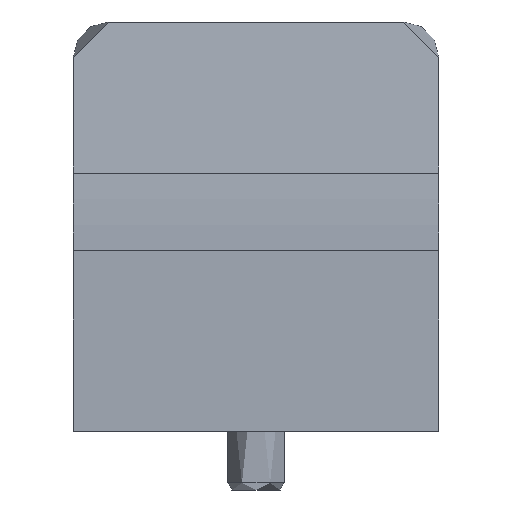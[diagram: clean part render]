
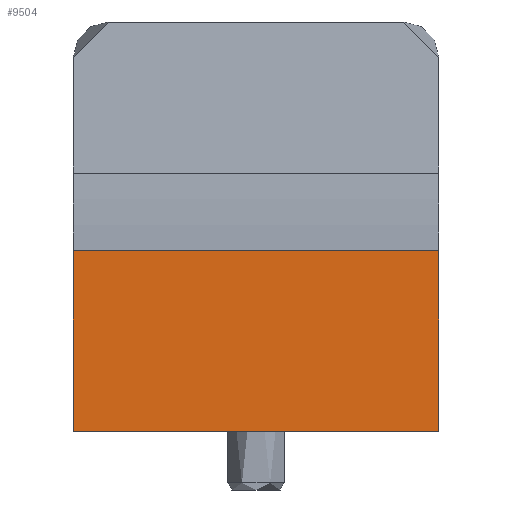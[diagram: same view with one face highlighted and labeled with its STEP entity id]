
A CAD part, left-side view. The second image highlights one B-rep face of the part: STEP entity #9504.
In plain terms, the highlighted planar face has unit normal (-1, 0, 0).
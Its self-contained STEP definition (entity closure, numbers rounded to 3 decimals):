
#871 = EDGE_CURVE ( 'NONE', #15705, #1922, #12344, .T. ) ;
#1181 = ORIENTED_EDGE ( 'NONE', *, *, #13005, .T. ) ;
#1381 = DIRECTION ( 'NONE',  ( 0., 0., 1. ) ) ;
#1922 = VERTEX_POINT ( 'NONE', #4338 ) ;
#2481 = VERTEX_POINT ( 'NONE', #30540 ) ;
#3039 = PLANE ( 'NONE',  #16671 ) ;
#4338 = CARTESIAN_POINT ( 'NONE',  ( -9., -26., 19.461 ) ) ;
#5485 = DIRECTION ( 'NONE',  ( 0., 1., 0. ) ) ;
#7824 = VECTOR ( 'NONE', #1381, 1000. ) ;
#8351 = ORIENTED_EDGE ( 'NONE', *, *, #871, .T. ) ;
#8641 = EDGE_LOOP ( 'NONE', ( #20267, #8351, #1181, #9033 ) ) ;
#9033 = ORIENTED_EDGE ( 'NONE', *, *, #21138, .F. ) ;
#9504 = ADVANCED_FACE ( 'NONE', ( #10033 ), #3039, .F. ) ;
#10033 = FACE_OUTER_BOUND ( 'NONE', #8641, .T. ) ;
#10624 = CARTESIAN_POINT ( 'NONE',  ( -9., 26., -6.285 ) ) ;
#11902 = CARTESIAN_POINT ( 'NONE',  ( -9., -26., 0. ) ) ;
#11950 = LINE ( 'NONE', #26347, #17273 ) ;
#12071 = VECTOR ( 'NONE', #12402, 1000. ) ;
#12344 = LINE ( 'NONE', #11902, #7824 ) ;
#12402 = DIRECTION ( 'NONE',  ( 0., 0., 1. ) ) ;
#13005 = EDGE_CURVE ( 'NONE', #1922, #33522, #11950, .T. ) ;
#13050 = DIRECTION ( 'NONE',  ( 0., 1., 0. ) ) ;
#14226 = CARTESIAN_POINT ( 'NONE',  ( -9., 26., 19.461 ) ) ;
#15705 = VERTEX_POINT ( 'NONE', #32671 ) ;
#16302 = DIRECTION ( 'NONE',  ( 1., 0., 0. ) ) ;
#16670 = LINE ( 'NONE', #10624, #25726 ) ;
#16671 = AXIS2_PLACEMENT_3D ( 'NONE', #31689, #16302, #29500 ) ;
#17273 = VECTOR ( 'NONE', #13050, 1000. ) ;
#18353 = EDGE_CURVE ( 'NONE', #15705, #2481, #16670, .T. ) ;
#20267 = ORIENTED_EDGE ( 'NONE', *, *, #18353, .F. ) ;
#20682 = LINE ( 'NONE', #33302, #12071 ) ;
#21138 = EDGE_CURVE ( 'NONE', #2481, #33522, #20682, .T. ) ;
#25726 = VECTOR ( 'NONE', #5485, 1000. ) ;
#26347 = CARTESIAN_POINT ( 'NONE',  ( -9., 26., 19.461 ) ) ;
#29500 = DIRECTION ( 'NONE',  ( 0., 0., -1. ) ) ;
#30540 = CARTESIAN_POINT ( 'NONE',  ( -9., 26., -6.285 ) ) ;
#31689 = CARTESIAN_POINT ( 'NONE',  ( -9., 26., 0. ) ) ;
#32671 = CARTESIAN_POINT ( 'NONE',  ( -9., -26., -6.285 ) ) ;
#33302 = CARTESIAN_POINT ( 'NONE',  ( -9., 26., 0. ) ) ;
#33522 = VERTEX_POINT ( 'NONE', #14226 ) ;
